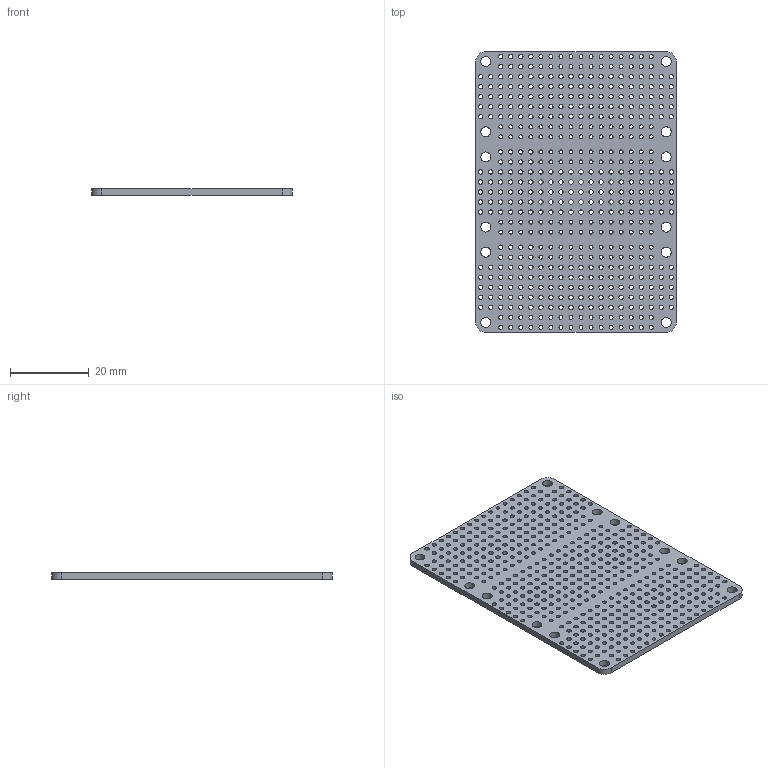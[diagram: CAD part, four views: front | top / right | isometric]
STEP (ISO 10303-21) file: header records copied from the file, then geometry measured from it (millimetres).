
FILE_DESCRIPTION(/* description */ (''),/* implementation_level */ '2;1');
FILE_NAME(/* name */ '3417 Tripler FeatherWing.step',/* time_stamp */ '2019-12-11T17:45:58-05:00',/* author */ (''),/* organization */ (''),/* preprocessor_version */ 'ST-DEVELOPER v18',/* originating_system */ 'Autodesk Translation Framework v8.12.0.6',/* authorisation */ '');
FILE_SCHEMA (('AUTOMOTIVE_DESIGN { 1 0 10303 214 3 1 1 }'));
Length unit declared in the file: millimetre
Products named in the file (3): Tripler FeatherWing; PCB Component; Board
Assembly tree (2 placements, depth 3):
  Tripler FeatherWing
    PCB Component
      Board
Bounding box: 50.8 x 71.12 x 1.57 mm (x, y, z)
Volume: 4879 mm3; surface area: 9326.9 mm2
Topology: 1 solids, 1 shells, 514 faces, 1536 edges, 1024 vertices
Faces by surface type: cylinder 508, plane 6
Full cylindrical faces by diameter (mm): 1 x168, 1.1 x324, 2.5 x6, 2.54 x6
Entity records: 20543 total; most frequent: DIRECTION 3590, CARTESIAN_POINT 3079, ORIENTED_EDGE 3072, EDGE_CURVE 1536, AXIS2_PLACEMENT_3D 1535, EDGE_LOOP 1522, VERTEX_POINT 1024, CIRCLE 1016
